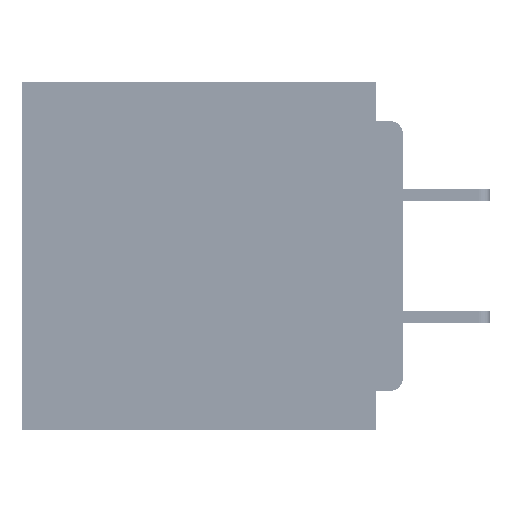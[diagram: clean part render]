
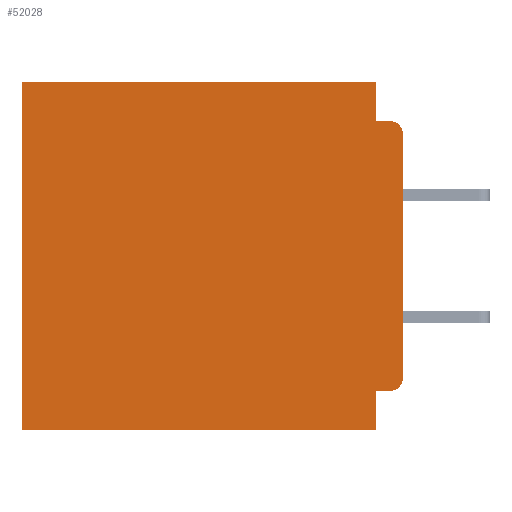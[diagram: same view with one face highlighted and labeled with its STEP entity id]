
A CAD part, left-side view. The second image highlights one B-rep face of the part: STEP entity #52028.
In plain terms, the highlighted planar face has unit normal (-1, 0, 0).
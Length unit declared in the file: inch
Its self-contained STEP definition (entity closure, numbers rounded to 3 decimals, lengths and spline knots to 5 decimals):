
#8 = FACE_OUTER_BOUND ( 'NONE', #20345, .T. ) ;
#719 = CARTESIAN_POINT ( 'NONE',  ( 0.3, 0.031, 0. ) ) ;
#903 = CARTESIAN_POINT ( 'NONE',  ( 0.3, 0.015, -0.045 ) ) ;
#1227 = VERTEX_POINT ( 'NONE', #3191 ) ;
#1376 = ORIENTED_EDGE ( 'NONE', *, *, #58305, .F. ) ;
#1415 = DIRECTION ( 'NONE',  ( 0., 0., -1. ) ) ;
#1910 = ORIENTED_EDGE ( 'NONE', *, *, #59827, .T. ) ;
#3191 = CARTESIAN_POINT ( 'NONE',  ( 0.3, 0.031, -0.045 ) ) ;
#4001 = ORIENTED_EDGE ( 'NONE', *, *, #32668, .F. ) ;
#4279 = CARTESIAN_POINT ( 'NONE',  ( 0.3, 0., -0.4 ) ) ;
#4553 = EDGE_CURVE ( 'NONE', #68140, #65598, #43197, .T. ) ;
#5834 = ORIENTED_EDGE ( 'NONE', *, *, #18328, .F. ) ;
#5964 = ORIENTED_EDGE ( 'NONE', *, *, #4553, .T. ) ;
#6283 = CIRCLE ( 'NONE', #40348, 0.015 ) ;
#10212 = DIRECTION ( 'NONE',  ( 0., 0., -1. ) ) ;
#10454 = LINE ( 'NONE', #34655, #51794 ) ;
#11135 = LINE ( 'NONE', #42547, #14505 ) ;
#13156 = DIRECTION ( 'NONE',  ( 0., 1., 0. ) ) ;
#13414 = EDGE_CURVE ( 'NONE', #15058, #1227, #31818, .T. ) ;
#13698 = VERTEX_POINT ( 'NONE', #29955 ) ;
#14068 = VECTOR ( 'NONE', #59891, 39.37008 ) ;
#14505 = VECTOR ( 'NONE', #10212, 39.37008 ) ;
#15058 = VERTEX_POINT ( 'NONE', #52413 ) ;
#15126 = EDGE_CURVE ( 'NONE', #66668, #25697, #6283, .T. ) ;
#15958 = DIRECTION ( 'NONE',  ( -1., 0., 0. ) ) ;
#16178 = VECTOR ( 'NONE', #25067, 39.37008 ) ;
#17912 = CARTESIAN_POINT ( 'NONE',  ( 0.3, 0.015, -0.355 ) ) ;
#18328 = EDGE_CURVE ( 'NONE', #33502, #25697, #11135, .T. ) ;
#18735 = VECTOR ( 'NONE', #65504, 39.37008 ) ;
#19373 = AXIS2_PLACEMENT_3D ( 'NONE', #58346, #26058, #63757 ) ;
#20345 = EDGE_LOOP ( 'NONE', ( #5834, #49099, #24395, #30455, #1910, #5964, #4001, #35898, #1376, #46983 ) ) ;
#20501 = DIRECTION ( 'NONE',  ( 0., 1., 0. ) ) ;
#20614 = PLANE ( 'NONE',  #19373 ) ;
#20764 = DIRECTION ( 'NONE',  ( -1., 0., 0. ) ) ;
#24395 = ORIENTED_EDGE ( 'NONE', *, *, #39412, .F. ) ;
#24411 = CARTESIAN_POINT ( 'NONE',  ( 0.3, 0.437, -0.4 ) ) ;
#24915 = VECTOR ( 'NONE', #25925, 39.37008 ) ;
#25067 = DIRECTION ( 'NONE',  ( 0., 0., -1. ) ) ;
#25697 = VERTEX_POINT ( 'NONE', #34601 ) ;
#25925 = DIRECTION ( 'NONE',  ( 0., 1., 0. ) ) ;
#26058 = DIRECTION ( 'NONE',  ( 1., 0., 0. ) ) ;
#29955 = CARTESIAN_POINT ( 'NONE',  ( 0.3, 0.031, -0.355 ) ) ;
#30455 = ORIENTED_EDGE ( 'NONE', *, *, #13414, .F. ) ;
#31818 = LINE ( 'NONE', #719, #14068 ) ;
#32063 = VECTOR ( 'NONE', #20501, 39.37008 ) ;
#32668 = EDGE_CURVE ( 'NONE', #44123, #65598, #46382, .T. ) ;
#33086 = CARTESIAN_POINT ( 'NONE',  ( 0.3, 0.031, -0.4 ) ) ;
#33143 = LINE ( 'NONE', #43877, #18735 ) ;
#33483 = EDGE_CURVE ( 'NONE', #33502, #39419, #43778, .T. ) ;
#33502 = VERTEX_POINT ( 'NONE', #37456 ) ;
#33961 = LINE ( 'NONE', #66037, #35655 ) ;
#34601 = CARTESIAN_POINT ( 'NONE',  ( 0.3, 0., -0.34 ) ) ;
#34655 = CARTESIAN_POINT ( 'NONE',  ( 0.3, 0., 0. ) ) ;
#35655 = VECTOR ( 'NONE', #1415, 39.37008 ) ;
#35898 = ORIENTED_EDGE ( 'NONE', *, *, #38979, .F. ) ;
#37456 = CARTESIAN_POINT ( 'NONE',  ( 0.3, 0., -0.06 ) ) ;
#38979 = EDGE_CURVE ( 'NONE', #13698, #44123, #33961, .T. ) ;
#39412 = EDGE_CURVE ( 'NONE', #1227, #39419, #33143, .T. ) ;
#39419 = VERTEX_POINT ( 'NONE', #903 ) ;
#40348 = AXIS2_PLACEMENT_3D ( 'NONE', #53119, #20764, #58493 ) ;
#42547 = CARTESIAN_POINT ( 'NONE',  ( 0.3, 0., -0.4 ) ) ;
#43197 = LINE ( 'NONE', #57368, #16178 ) ;
#43778 = CIRCLE ( 'NONE', #52104, 0.015 ) ;
#43877 = CARTESIAN_POINT ( 'NONE',  ( 0.3, 0., -0.045 ) ) ;
#44123 = VERTEX_POINT ( 'NONE', #33086 ) ;
#46382 = LINE ( 'NONE', #4279, #32063 ) ;
#46983 = ORIENTED_EDGE ( 'NONE', *, *, #15126, .T. ) ;
#48272 = CARTESIAN_POINT ( 'NONE',  ( 0.3, 0.015, -0.06 ) ) ;
#49099 = ORIENTED_EDGE ( 'NONE', *, *, #33483, .T. ) ;
#51794 = VECTOR ( 'NONE', #13156, 39.37008 ) ;
#51928 = LINE ( 'NONE', #58209, #24915 ) ;
#52028 = ADVANCED_FACE ( 'NONE', ( #8 ), #20614, .F. ) ;
#52104 = AXIS2_PLACEMENT_3D ( 'NONE', #48272, #15958, #53713 ) ;
#52413 = CARTESIAN_POINT ( 'NONE',  ( 0.3, 0.031, 0. ) ) ;
#53119 = CARTESIAN_POINT ( 'NONE',  ( 0.3, 0.015, -0.34 ) ) ;
#53713 = DIRECTION ( 'NONE',  ( 0., 0., -1. ) ) ;
#57368 = CARTESIAN_POINT ( 'NONE',  ( 0.3, 0.437, -0.4 ) ) ;
#58209 = CARTESIAN_POINT ( 'NONE',  ( 0.3, 0., -0.355 ) ) ;
#58305 = EDGE_CURVE ( 'NONE', #66668, #13698, #51928, .T. ) ;
#58346 = CARTESIAN_POINT ( 'NONE',  ( 0.3, 0., -0.4 ) ) ;
#58493 = DIRECTION ( 'NONE',  ( 0., 0., -1. ) ) ;
#59827 = EDGE_CURVE ( 'NONE', #15058, #68140, #10454, .T. ) ;
#59891 = DIRECTION ( 'NONE',  ( 0., 0., -1. ) ) ;
#60882 = CARTESIAN_POINT ( 'NONE',  ( 0.3, 0.437, 0. ) ) ;
#63757 = DIRECTION ( 'NONE',  ( 0., 0., -1. ) ) ;
#65504 = DIRECTION ( 'NONE',  ( 0., -1., 0. ) ) ;
#65598 = VERTEX_POINT ( 'NONE', #24411 ) ;
#66037 = CARTESIAN_POINT ( 'NONE',  ( 0.3, 0.031, -0.4 ) ) ;
#66668 = VERTEX_POINT ( 'NONE', #17912 ) ;
#68140 = VERTEX_POINT ( 'NONE', #60882 ) ;
